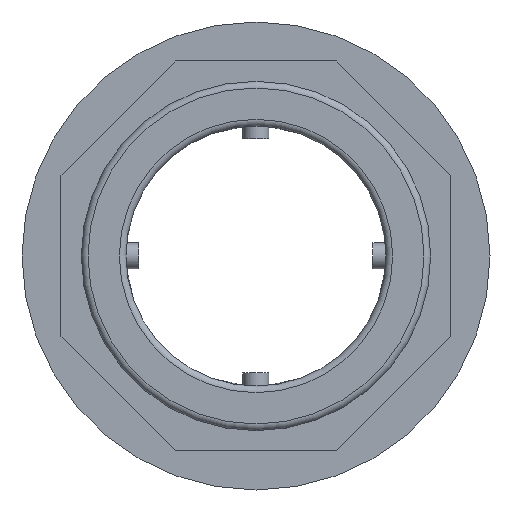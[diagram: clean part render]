
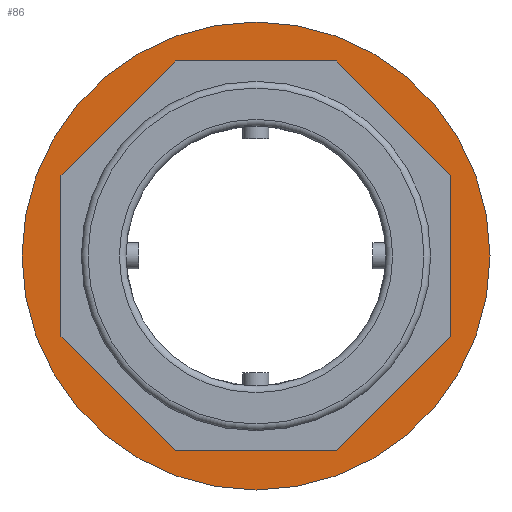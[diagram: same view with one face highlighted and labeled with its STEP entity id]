
A CAD part, left-side view. The second image highlights one B-rep face of the part: STEP entity #86.
In plain terms, the highlighted planar face has unit normal (-1, 0, 0).
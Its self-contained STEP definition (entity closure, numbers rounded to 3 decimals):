
#86 = ADVANCED_FACE( '', ( #227, #228 ), #229, .F. );
#227 = FACE_BOUND( '', #450, .T. );
#228 = FACE_OUTER_BOUND( '', #451, .T. );
#229 = PLANE( '', #452 );
#450 = EDGE_LOOP( '', ( #667, #668, #669, #670, #671, #672, #673, #674 ) );
#451 = EDGE_LOOP( '', ( #675 ) );
#452 = AXIS2_PLACEMENT_3D( '', #676, #677, #678 );
#667 = ORIENTED_EDGE( '', *, *, #1155, .T. );
#668 = ORIENTED_EDGE( '', *, *, #1156, .T. );
#669 = ORIENTED_EDGE( '', *, *, #1157, .T. );
#670 = ORIENTED_EDGE( '', *, *, #1158, .T. );
#671 = ORIENTED_EDGE( '', *, *, #1159, .T. );
#672 = ORIENTED_EDGE( '', *, *, #1160, .T. );
#673 = ORIENTED_EDGE( '', *, *, #1161, .T. );
#674 = ORIENTED_EDGE( '', *, *, #1162, .T. );
#675 = ORIENTED_EDGE( '', *, *, #1163, .F. );
#676 = CARTESIAN_POINT( '', ( 44.3, 0., 0. ) );
#677 = DIRECTION( '', ( 1., 0., 0. ) );
#678 = DIRECTION( '', ( 0., 0., -1. ) );
#1155 = EDGE_CURVE( '', #1337, #1338, #1339, .T. );
#1156 = EDGE_CURVE( '', #1338, #1340, #1341, .T. );
#1157 = EDGE_CURVE( '', #1340, #1342, #1343, .T. );
#1158 = EDGE_CURVE( '', #1342, #1344, #1345, .T. );
#1159 = EDGE_CURVE( '', #1344, #1346, #1347, .T. );
#1160 = EDGE_CURVE( '', #1346, #1348, #1349, .T. );
#1161 = EDGE_CURVE( '', #1348, #1350, #1351, .T. );
#1162 = EDGE_CURVE( '', #1350, #1337, #1352, .T. );
#1163 = EDGE_CURVE( '', #1353, #1353, #1354, .T. );
#1337 = VERTEX_POINT( '', #1607 );
#1338 = VERTEX_POINT( '', #1608 );
#1339 = LINE( '', #1609, #1610 );
#1340 = VERTEX_POINT( '', #1611 );
#1341 = LINE( '', #1612, #1613 );
#1342 = VERTEX_POINT( '', #1614 );
#1343 = LINE( '', #1615, #1616 );
#1344 = VERTEX_POINT( '', #1617 );
#1345 = LINE( '', #1618, #1619 );
#1346 = VERTEX_POINT( '', #1620 );
#1347 = LINE( '', #1621, #1622 );
#1348 = VERTEX_POINT( '', #1623 );
#1349 = LINE( '', #1624, #1625 );
#1350 = VERTEX_POINT( '', #1626 );
#1351 = LINE( '', #1627, #1628 );
#1352 = LINE( '', #1629, #1630 );
#1353 = VERTEX_POINT( '', #1631 );
#1354 = CIRCLE( '', #1632, 36. );
#1607 = CARTESIAN_POINT( '', ( 44.3, 30., 12.426 ) );
#1608 = CARTESIAN_POINT( '', ( 44.3, 12.426, 30. ) );
#1609 = CARTESIAN_POINT( '', ( 44.3, 30., 12.426 ) );
#1610 = VECTOR( '', #2156, 1000. );
#1611 = CARTESIAN_POINT( '', ( 44.3, -12.426, 30. ) );
#1612 = CARTESIAN_POINT( '', ( 44.3, 12.426, 30. ) );
#1613 = VECTOR( '', #2157, 1000. );
#1614 = CARTESIAN_POINT( '', ( 44.3, -30., 12.426 ) );
#1615 = CARTESIAN_POINT( '', ( 44.3, -12.426, 30. ) );
#1616 = VECTOR( '', #2158, 1000. );
#1617 = CARTESIAN_POINT( '', ( 44.3, -30., -12.426 ) );
#1618 = CARTESIAN_POINT( '', ( 44.3, -30., 12.426 ) );
#1619 = VECTOR( '', #2159, 1000. );
#1620 = CARTESIAN_POINT( '', ( 44.3, -12.426, -30. ) );
#1621 = CARTESIAN_POINT( '', ( 44.3, -30., -12.426 ) );
#1622 = VECTOR( '', #2160, 1000. );
#1623 = CARTESIAN_POINT( '', ( 44.3, 12.426, -30. ) );
#1624 = CARTESIAN_POINT( '', ( 44.3, -12.426, -30. ) );
#1625 = VECTOR( '', #2161, 1000. );
#1626 = CARTESIAN_POINT( '', ( 44.3, 30., -12.426 ) );
#1627 = CARTESIAN_POINT( '', ( 44.3, 12.426, -30. ) );
#1628 = VECTOR( '', #2162, 1000. );
#1629 = CARTESIAN_POINT( '', ( 44.3, 30., -12.426 ) );
#1630 = VECTOR( '', #2163, 1000. );
#1631 = CARTESIAN_POINT( '', ( 44.3, 0., -36. ) );
#1632 = AXIS2_PLACEMENT_3D( '', #2164, #2165, #2166 );
#2156 = DIRECTION( '', ( 0., -0.707, 0.707 ) );
#2157 = DIRECTION( '', ( 0., -1., 0. ) );
#2158 = DIRECTION( '', ( 0., -0.707, -0.707 ) );
#2159 = DIRECTION( '', ( 0., 0., -1. ) );
#2160 = DIRECTION( '', ( 0., 0.707, -0.707 ) );
#2161 = DIRECTION( '', ( 0., 1., 0. ) );
#2162 = DIRECTION( '', ( 0., 0.707, 0.707 ) );
#2163 = DIRECTION( '', ( 0., 0., 1. ) );
#2164 = CARTESIAN_POINT( '', ( 44.3, 0., 0. ) );
#2165 = DIRECTION( '', ( 1., 0., 0. ) );
#2166 = DIRECTION( '', ( 0., 0., -1. ) );
